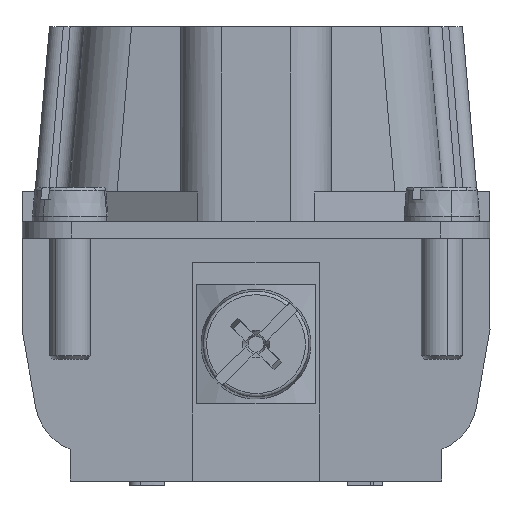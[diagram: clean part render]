
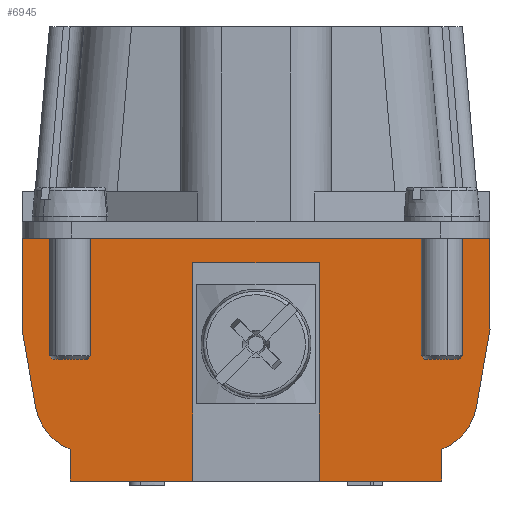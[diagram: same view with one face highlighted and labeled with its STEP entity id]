
A CAD part, left-side view. The second image highlights one B-rep face of the part: STEP entity #6945.
In plain terms, the highlighted planar face has unit normal (-0.999, 0, -0.035).
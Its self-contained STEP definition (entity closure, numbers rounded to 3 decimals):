
#5064=ELLIPSE('',#27218,4.002,4.);
#5066=ELLIPSE('',#27223,4.002,4.);
#6945=ADVANCED_FACE('',(#8885),#8081,.F.);
#8081=PLANE('',#27226);
#8885=FACE_OUTER_BOUND('',#10097,.T.);
#10097=EDGE_LOOP('',(#12551,#12552,#12553,#12554,#12555,#12556,#12557,#12558,
#12559,#12560,#12561,#12562,#12563,#12564));
#12551=ORIENTED_EDGE('',*,*,#20252,.F.);
#12552=ORIENTED_EDGE('',*,*,#20437,.F.);
#12553=ORIENTED_EDGE('',*,*,#20451,.T.);
#12554=ORIENTED_EDGE('',*,*,#19615,.T.);
#12555=ORIENTED_EDGE('',*,*,#20274,.T.);
#12556=ORIENTED_EDGE('',*,*,#19626,.T.);
#12557=ORIENTED_EDGE('',*,*,#19632,.T.);
#12558=ORIENTED_EDGE('',*,*,#19629,.F.);
#12559=ORIENTED_EDGE('',*,*,#20273,.T.);
#12560=ORIENTED_EDGE('',*,*,#19619,.F.);
#12561=ORIENTED_EDGE('',*,*,#20445,.T.);
#12562=ORIENTED_EDGE('',*,*,#20440,.F.);
#12563=ORIENTED_EDGE('',*,*,#20262,.T.);
#12564=ORIENTED_EDGE('',*,*,#20254,.F.);
#17516=VERTEX_POINT('',#33873);
#17517=VERTEX_POINT('',#33874);
#17518=VERTEX_POINT('',#33879);
#17520=VERTEX_POINT('',#33882);
#17525=VERTEX_POINT('',#33896);
#17526=VERTEX_POINT('',#33897);
#17527=VERTEX_POINT('',#33902);
#17528=VERTEX_POINT('',#33903);
#18042=VERTEX_POINT('',#36494);
#18043=VERTEX_POINT('',#36496);
#18044=VERTEX_POINT('',#36500);
#18046=VERTEX_POINT('',#36505);
#18220=VERTEX_POINT('',#36862);
#18222=VERTEX_POINT('',#36867);
#19615=EDGE_CURVE('',#17516,#17517,#22680,.T.);
#19619=EDGE_CURVE('',#17518,#17520,#22684,.T.);
#19626=EDGE_CURVE('',#17525,#17526,#22690,.T.);
#19629=EDGE_CURVE('',#17527,#17528,#22693,.T.);
#19632=EDGE_CURVE('',#17526,#17528,#22696,.T.);
#20252=EDGE_CURVE('',#18042,#18043,#23034,.T.);
#20254=EDGE_CURVE('',#18043,#18044,#23036,.T.);
#20262=EDGE_CURVE('',#18046,#18044,#23044,.T.);
#20273=EDGE_CURVE('',#17527,#17520,#23055,.T.);
#20274=EDGE_CURVE('',#17517,#17525,#23056,.T.);
#20437=EDGE_CURVE('',#18220,#18042,#23181,.T.);
#20440=EDGE_CURVE('',#18046,#18222,#23184,.T.);
#20445=EDGE_CURVE('',#17518,#18222,#5064,.T.);
#20451=EDGE_CURVE('',#18220,#17516,#5066,.T.);
#22680=LINE('',#33872,#24692);
#22684=LINE('',#33881,#24696);
#22690=LINE('',#33895,#24702);
#22693=LINE('',#33901,#24705);
#22696=LINE('',#33907,#24708);
#23034=LINE('',#36495,#25046);
#23036=LINE('',#36499,#25048);
#23044=LINE('',#36515,#25056);
#23055=LINE('',#36536,#25067);
#23056=LINE('',#36537,#25068);
#23181=LINE('',#36863,#25193);
#23184=LINE('',#36869,#25196);
#24692=VECTOR('',#28436,1.);
#24696=VECTOR('',#28442,1.);
#24702=VECTOR('',#28454,1.);
#24705=VECTOR('',#28459,1.);
#24708=VECTOR('',#28464,1.);
#25046=VECTOR('',#29278,1.);
#25048=VECTOR('',#29282,1.);
#25056=VECTOR('',#29292,1.);
#25067=VECTOR('',#29305,1.);
#25068=VECTOR('',#29306,1.);
#25193=VECTOR('',#29511,1.);
#25196=VECTOR('',#29516,1.);
#27218=AXIS2_PLACEMENT_3D('',#36878,#29525,#29526);
#27223=AXIS2_PLACEMENT_3D('',#36889,#29538,#29539);
#27226=AXIS2_PLACEMENT_3D('',#36893,#29545,#29546);
#28436=DIRECTION('',(0.035,0.,-0.999));
#28442=DIRECTION('',(0.035,0.,-0.999));
#28454=DIRECTION('',(-0.035,0.,0.999));
#28459=DIRECTION('',(-0.035,0.,0.999));
#28464=DIRECTION('',(0.,-1.,0.));
#29278=DIRECTION('',(-0.035,0.,0.999));
#29282=DIRECTION('',(0.,-1.,0.));
#29292=DIRECTION('',(-0.035,0.,0.999));
#29305=DIRECTION('',(0.,-1.,0.));
#29306=DIRECTION('',(0.,-1.,0.));
#29511=DIRECTION('',(-0.034,0.174,0.984));
#29516=DIRECTION('',(0.034,0.174,-0.984));
#29525=DIRECTION('',(-0.999,0.,-0.035));
#29526=DIRECTION('',(0.035,0.,-0.999));
#29538=DIRECTION('',(-0.999,0.,-0.035));
#29539=DIRECTION('',(0.035,0.,-0.999));
#29545=DIRECTION('',(0.999,0.,0.035));
#29546=DIRECTION('',(0.,-1.,0.));
#33872=CARTESIAN_POINT('',(-24.024,13.5,-16.99));
#33873=CARTESIAN_POINT('',(-24.075,13.5,-15.534));
#33874=CARTESIAN_POINT('',(-23.994,13.5,-17.85));
#33879=CARTESIAN_POINT('',(-24.075,-13.5,-15.534));
#33881=CARTESIAN_POINT('',(-24.024,-13.5,-16.99));
#33882=CARTESIAN_POINT('',(-23.994,-13.5,-17.85));
#33895=CARTESIAN_POINT('',(-24.236,4.6,-10.921));
#33896=CARTESIAN_POINT('',(-23.994,4.6,-17.85));
#33897=CARTESIAN_POINT('',(-24.548,4.6,-2.));
#33901=CARTESIAN_POINT('',(-24.236,-4.6,-10.921));
#33902=CARTESIAN_POINT('',(-23.994,-4.6,-17.85));
#33903=CARTESIAN_POINT('',(-24.548,-4.6,-2.));
#33907=CARTESIAN_POINT('',(-24.548,-9.,-2.));
#36494=CARTESIAN_POINT('',(-24.378,17.,-6.85));
#36495=CARTESIAN_POINT('',(-24.377,17.,-6.9));
#36496=CARTESIAN_POINT('',(-24.61,17.,-0.2));
#36499=CARTESIAN_POINT('',(-24.61,-12.17,-0.2));
#36500=CARTESIAN_POINT('',(-24.61,-17.,-0.2));
#36505=CARTESIAN_POINT('',(-24.378,-17.,-6.85));
#36515=CARTESIAN_POINT('',(-24.377,-17.,-6.9));
#36536=CARTESIAN_POINT('',(-23.994,-17.945,-17.85));
#36537=CARTESIAN_POINT('',(-23.994,-17.945,-17.85));
#36862=CARTESIAN_POINT('',(-24.181,16.005,-12.495));
#36863=CARTESIAN_POINT('',(-24.328,16.744,-8.302));
#36867=CARTESIAN_POINT('',(-24.181,-16.005,-12.495));
#36869=CARTESIAN_POINT('',(-24.371,-16.965,-7.047));
#36878=CARTESIAN_POINT('',(-24.205,-12.065,-11.8));
#36889=CARTESIAN_POINT('',(-24.205,12.065,-11.8));
#36893=CARTESIAN_POINT('',(-24.667,-12.17,1.41));
